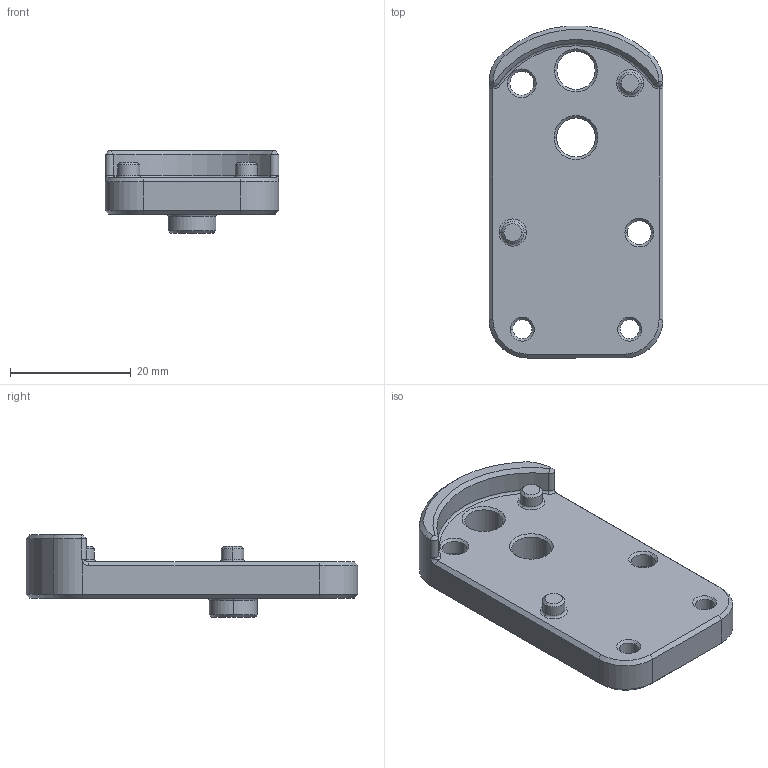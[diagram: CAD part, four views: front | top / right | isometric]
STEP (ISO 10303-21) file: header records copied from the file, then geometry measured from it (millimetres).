
FILE_DESCRIPTION (( 'STEP AP214' ), '1' );
FILE_NAME ('AARL_QR_FR_LE_PL_BL_011.STEP', '2024-06-21T05:47:38', ( '' ), ( '' ), 'SwSTEP 2.0', 'SolidWorks 2024', '' );
FILE_SCHEMA (( 'AUTOMOTIVE_DESIGN' ));
Length unit declared in the file: inch
Products named in the file (1): AARL_QR_FR_LE_PL_BL_011
Bounding box: 28.78 x 54.97 x 13.69 mm (x, y, z)
Volume: 8885.1 mm3; surface area: 4531.2 mm2
Topology: 1 solids, 1 shells, 174 faces, 392 edges, 218 vertices
Faces by surface type: cone 56, cylinder 51, plane 41, sphere 12, torus 10, bspline 4
Entity records: 5045 total; most frequent: CARTESIAN_POINT 1119, DIRECTION 887, ORIENTED_EDGE 764, EDGE_CURVE 382, AXIS2_PLACEMENT_3D 349, VERTEX_POINT 214, EDGE_LOOP 190, LINE 189
